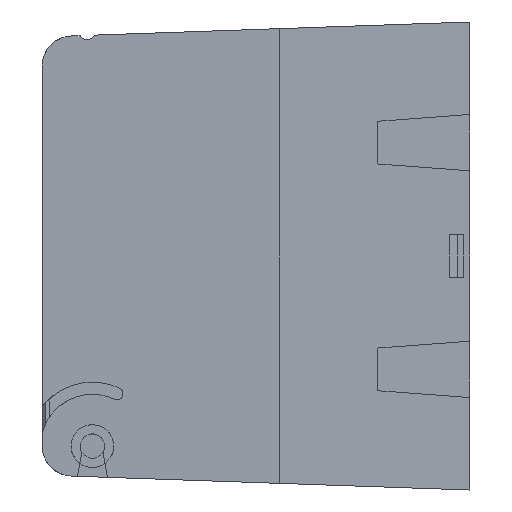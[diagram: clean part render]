
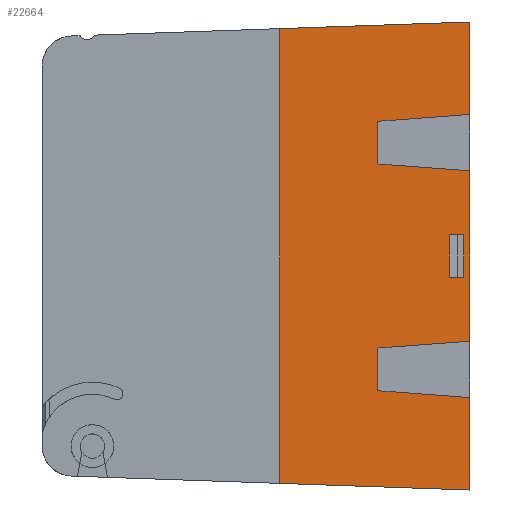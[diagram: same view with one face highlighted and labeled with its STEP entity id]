
A CAD part, left-side view. The second image highlights one B-rep face of the part: STEP entity #22664.
In plain terms, the highlighted planar face has unit normal (-1, 0, 0).
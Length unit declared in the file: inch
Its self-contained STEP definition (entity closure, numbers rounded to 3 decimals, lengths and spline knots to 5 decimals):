
#144 = VERTEX_POINT ( 'NONE', #20117 ) ;
#207 = AXIS2_PLACEMENT_3D ( 'NONE', #4888, #2810, #8987 ) ;
#304 = CARTESIAN_POINT ( 'NONE',  ( -0.465, 0.133, 0.14 ) ) ;
#429 = EDGE_CURVE ( 'NONE', #26040, #20951, #2413, .T. ) ;
#535 = ORIENTED_EDGE ( 'NONE', *, *, #14822, .F. ) ;
#832 = ORIENTED_EDGE ( 'NONE', *, *, #24684, .T. ) ;
#1133 = ORIENTED_EDGE ( 'NONE', *, *, #7301, .T. ) ;
#1314 = CARTESIAN_POINT ( 'NONE',  ( -0.465, 0.04, -0.14 ) ) ;
#1352 = CARTESIAN_POINT ( 'NONE',  ( -0.465, 0., -0.93 ) ) ;
#1378 = VECTOR ( 'NONE', #14951, 39.37008 ) ;
#1392 = DIRECTION ( 'NONE',  ( 0., -0.997, -0.074 ) ) ;
#1792 = CARTESIAN_POINT ( 'NONE',  ( -0.465, 0.604, -0.56 ) ) ;
#1884 = EDGE_CURVE ( 'NONE', #14111, #12124, #14369, .T. ) ;
#1964 = ORIENTED_EDGE ( 'NONE', *, *, #11969, .F. ) ;
#2033 = LINE ( 'NONE', #13702, #8417 ) ;
#2073 = DIRECTION ( 'NONE',  ( 0., -1., 0. ) ) ;
#2100 = DIRECTION ( 'NONE',  ( 0., 0., 1. ) ) ;
#2147 = LINE ( 'NONE', #1792, #19187 ) ;
#2248 = VECTOR ( 'NONE', #11150, 39.37008 ) ;
#2413 = LINE ( 'NONE', #12528, #3632 ) ;
#2508 = EDGE_CURVE ( 'NONE', #11312, #15175, #20737, .T. ) ;
#2616 = CARTESIAN_POINT ( 'NONE',  ( -0.465, 0., -0.56 ) ) ;
#2727 = CARTESIAN_POINT ( 'NONE',  ( -0.465, 0.133, -0.14 ) ) ;
#2810 = DIRECTION ( 'NONE',  ( -1., 0., 0. ) ) ;
#3079 = VERTEX_POINT ( 'NONE', #10571 ) ;
#3159 = VERTEX_POINT ( 'NONE', #6514 ) ;
#3632 = VECTOR ( 'NONE', #9380, 39.37008 ) ;
#3679 = LINE ( 'NONE', #11516, #24721 ) ;
#3704 = CARTESIAN_POINT ( 'NONE',  ( -0.465, 1.1485, -1.49745 ) ) ;
#3940 = FACE_OUTER_BOUND ( 'NONE', #24227, .T. ) ;
#4350 = ORIENTED_EDGE ( 'NONE', *, *, #14670, .T. ) ;
#4422 = ORIENTED_EDGE ( 'NONE', *, *, #25672, .F. ) ;
#4687 = ORIENTED_EDGE ( 'NONE', *, *, #22942, .F. ) ;
#4888 = CARTESIAN_POINT ( 'NONE',  ( -0.465, 0.594, -0.5 ) ) ;
#5133 = VERTEX_POINT ( 'NONE', #19947 ) ;
#5569 = LINE ( 'NONE', #2616, #1378 ) ;
#5732 = DIRECTION ( 'NONE',  ( 0., 0.999, 0.035 ) ) ;
#5905 = VECTOR ( 'NONE', #13598, 39.37008 ) ;
#6061 = CARTESIAN_POINT ( 'NONE',  ( -0.465, 0., 0.56 ) ) ;
#6444 = ORIENTED_EDGE ( 'NONE', *, *, #429, .F. ) ;
#6504 = FACE_BOUND ( 'NONE', #8054, .T. ) ;
#6514 = CARTESIAN_POINT ( 'NONE',  ( -0.465, 0.604, 0.60477 ) ) ;
#6682 = VERTEX_POINT ( 'NONE', #8796 ) ;
#7301 = EDGE_CURVE ( 'NONE', #18576, #6682, #11082, .T. ) ;
#7358 = CARTESIAN_POINT ( 'NONE',  ( -0.465, 0., 1.4375 ) ) ;
#7920 = ORIENTED_EDGE ( 'NONE', *, *, #16266, .F. ) ;
#8031 = EDGE_CURVE ( 'NONE', #5133, #19611, #8150, .T. ) ;
#8054 = EDGE_LOOP ( 'NONE', ( #8309, #9199, #11361, #11596 ) ) ;
#8150 = LINE ( 'NONE', #2727, #5905 ) ;
#8186 = ORIENTED_EDGE ( 'NONE', *, *, #18304, .T. ) ;
#8309 = ORIENTED_EDGE ( 'NONE', *, *, #2508, .F. ) ;
#8417 = VECTOR ( 'NONE', #1392, 39.37008 ) ;
#8796 = CARTESIAN_POINT ( 'NONE',  ( -0.465, 0., 0.93 ) ) ;
#8987 = DIRECTION ( 'NONE',  ( 0., 0., 1. ) ) ;
#9199 = ORIENTED_EDGE ( 'NONE', *, *, #12680, .F. ) ;
#9285 = CARTESIAN_POINT ( 'NONE',  ( -0.465, 0., -1.53756 ) ) ;
#9350 = CARTESIAN_POINT ( 'NONE',  ( -0.465, 0., -0.56 ) ) ;
#9380 = DIRECTION ( 'NONE',  ( 0., 0., -1. ) ) ;
#9388 = LINE ( 'NONE', #26491, #18174 ) ;
#9838 = DIRECTION ( 'NONE',  ( 0., 0., 1. ) ) ;
#10364 = CARTESIAN_POINT ( 'NONE',  ( -0.465, 0.604, -0.60477 ) ) ;
#10478 = VERTEX_POINT ( 'NONE', #10364 ) ;
#10552 = DIRECTION ( 'NONE',  ( 0., -1., 0. ) ) ;
#10571 = CARTESIAN_POINT ( 'NONE',  ( -0.465, 0., 1.53756 ) ) ;
#10609 = LINE ( 'NONE', #24178, #23100 ) ;
#10829 = CARTESIAN_POINT ( 'NONE',  ( -0.465, 0.133, -0.14 ) ) ;
#11057 = ORIENTED_EDGE ( 'NONE', *, *, #26308, .T. ) ;
#11082 = LINE ( 'NONE', #25304, #16523 ) ;
#11150 = DIRECTION ( 'NONE',  ( 0., 0., -1. ) ) ;
#11312 = VERTEX_POINT ( 'NONE', #1314 ) ;
#11361 = ORIENTED_EDGE ( 'NONE', *, *, #8031, .T. ) ;
#11516 = CARTESIAN_POINT ( 'NONE',  ( -0.465, 0.604, 0.56 ) ) ;
#11596 = ORIENTED_EDGE ( 'NONE', *, *, #19661, .T. ) ;
#11969 = EDGE_CURVE ( 'NONE', #3079, #6682, #12840, .T. ) ;
#12036 = VECTOR ( 'NONE', #2073, 39.37008 ) ;
#12124 = VERTEX_POINT ( 'NONE', #9350 ) ;
#12528 = CARTESIAN_POINT ( 'NONE',  ( -0.465, 0., 1.4375 ) ) ;
#12599 = LINE ( 'NONE', #10829, #12036 ) ;
#12680 = EDGE_CURVE ( 'NONE', #5133, #11312, #12599, .T. ) ;
#12840 = LINE ( 'NONE', #19920, #26108 ) ;
#13182 = VECTOR ( 'NONE', #23907, 39.37008 ) ;
#13280 = LINE ( 'NONE', #17612, #13182 ) ;
#13598 = DIRECTION ( 'NONE',  ( 0., 0., 1. ) ) ;
#13617 = VECTOR ( 'NONE', #5732, 39.37008 ) ;
#13702 = CARTESIAN_POINT ( 'NONE',  ( -0.465, 0.62245, -0.88387 ) ) ;
#14111 = VERTEX_POINT ( 'NONE', #6061 ) ;
#14369 = LINE ( 'NONE', #7358, #2248 ) ;
#14670 = EDGE_CURVE ( 'NONE', #3079, #24738, #13280, .T. ) ;
#14822 = EDGE_CURVE ( 'NONE', #3159, #14111, #9388, .T. ) ;
#14951 = DIRECTION ( 'NONE',  ( 0., -0.997, 0.074 ) ) ;
#15072 = VECTOR ( 'NONE', #10552, 39.37008 ) ;
#15175 = VERTEX_POINT ( 'NONE', #15335 ) ;
#15335 = CARTESIAN_POINT ( 'NONE',  ( -0.465, 0.04, 0.14 ) ) ;
#15635 = CARTESIAN_POINT ( 'NONE',  ( -0.465, 0.604, 0.88523 ) ) ;
#16085 = CARTESIAN_POINT ( 'NONE',  ( -0.465, 0.04, -0.14 ) ) ;
#16266 = EDGE_CURVE ( 'NONE', #22972, #26040, #2033, .T. ) ;
#16523 = VECTOR ( 'NONE', #23961, 39.37008 ) ;
#17612 = CARTESIAN_POINT ( 'NONE',  ( -0.465, 1.1485, 1.49745 ) ) ;
#17925 = ORIENTED_EDGE ( 'NONE', *, *, #1884, .F. ) ;
#18174 = VECTOR ( 'NONE', #26582, 39.37008 ) ;
#18177 = DIRECTION ( 'NONE',  ( 0., 0., 1. ) ) ;
#18304 = EDGE_CURVE ( 'NONE', #22972, #10478, #2147, .T. ) ;
#18318 = CARTESIAN_POINT ( 'NONE',  ( -0.465, 1.25, 1.49391 ) ) ;
#18576 = VERTEX_POINT ( 'NONE', #15635 ) ;
#19074 = LINE ( 'NONE', #304, #15072 ) ;
#19187 = VECTOR ( 'NONE', #18177, 39.37008 ) ;
#19611 = VERTEX_POINT ( 'NONE', #24704 ) ;
#19651 = LINE ( 'NONE', #3704, #13617 ) ;
#19661 = EDGE_CURVE ( 'NONE', #19611, #15175, #19074, .T. ) ;
#19834 = DIRECTION ( 'NONE',  ( 0., 0., -1. ) ) ;
#19920 = CARTESIAN_POINT ( 'NONE',  ( -0.465, 0., 1.4375 ) ) ;
#19947 = CARTESIAN_POINT ( 'NONE',  ( -0.465, 0.133, -0.14 ) ) ;
#20117 = CARTESIAN_POINT ( 'NONE',  ( -0.465, 1.25, -1.49391 ) ) ;
#20737 = LINE ( 'NONE', #16085, #20839 ) ;
#20839 = VECTOR ( 'NONE', #2100, 39.37008 ) ;
#20951 = VERTEX_POINT ( 'NONE', #9285 ) ;
#21252 = PLANE ( 'NONE',  #207 ) ;
#22664 = ADVANCED_FACE ( 'NONE', ( #3940, #6504 ), #21252, .T. ) ;
#22942 = EDGE_CURVE ( 'NONE', #20951, #144, #19651, .T. ) ;
#22972 = VERTEX_POINT ( 'NONE', #24635 ) ;
#23100 = VECTOR ( 'NONE', #9838, 39.37008 ) ;
#23874 = DIRECTION ( 'NONE',  ( 0., 0., 1. ) ) ;
#23907 = DIRECTION ( 'NONE',  ( 0., 0.999, -0.035 ) ) ;
#23961 = DIRECTION ( 'NONE',  ( 0., -0.997, 0.074 ) ) ;
#24178 = CARTESIAN_POINT ( 'NONE',  ( -0.465, 1.25, -0.5 ) ) ;
#24227 = EDGE_LOOP ( 'NONE', ( #11057, #17925, #535, #832, #1133, #1964, #4350, #4422, #4687, #6444, #7920, #8186 ) ) ;
#24635 = CARTESIAN_POINT ( 'NONE',  ( -0.465, 0.604, -0.88523 ) ) ;
#24684 = EDGE_CURVE ( 'NONE', #3159, #18576, #3679, .T. ) ;
#24704 = CARTESIAN_POINT ( 'NONE',  ( -0.465, 0.133, 0.14 ) ) ;
#24721 = VECTOR ( 'NONE', #23874, 39.37008 ) ;
#24738 = VERTEX_POINT ( 'NONE', #18318 ) ;
#25304 = CARTESIAN_POINT ( 'NONE',  ( -0.465, 0., 0.93 ) ) ;
#25672 = EDGE_CURVE ( 'NONE', #144, #24738, #10609, .T. ) ;
#26040 = VERTEX_POINT ( 'NONE', #1352 ) ;
#26108 = VECTOR ( 'NONE', #19834, 39.37008 ) ;
#26308 = EDGE_CURVE ( 'NONE', #10478, #12124, #5569, .T. ) ;
#26491 = CARTESIAN_POINT ( 'NONE',  ( -0.465, 0.51262, 0.59799 ) ) ;
#26582 = DIRECTION ( 'NONE',  ( 0., -0.997, -0.074 ) ) ;
